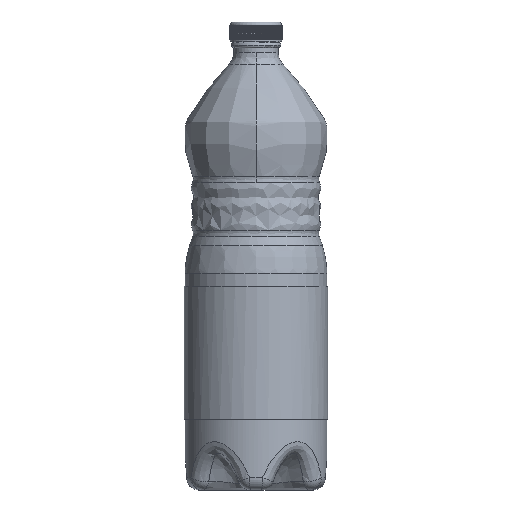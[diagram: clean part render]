
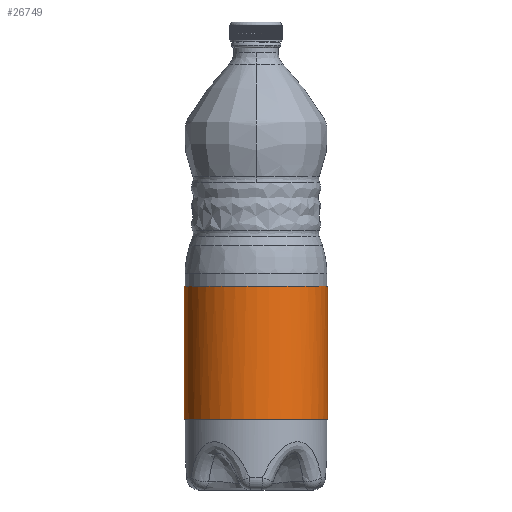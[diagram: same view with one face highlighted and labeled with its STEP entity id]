
A CAD part, front view. The second image highlights one B-rep face of the part: STEP entity #26749.
In plain terms, the highlighted cylindrical face has radius 40.5 mm (diameter 81 mm), a partial arc.
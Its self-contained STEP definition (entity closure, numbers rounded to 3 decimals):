
#26530=CARTESIAN_POINT('Vertex',(-40.5,0.,115.)) ;
#26534=CARTESIAN_POINT('Control Point',(-40.5,0.,115.)) ;
#26535=CARTESIAN_POINT('Control Point',(-40.5,-6.362,115.)) ;
#26536=CARTESIAN_POINT('Control Point',(-39.251,-12.723,115.)) ;
#26537=CARTESIAN_POINT('Control Point',(-36.751,-18.758,115.)) ;
#26538=CARTESIAN_POINT('Control Point',(-29.521,-29.521,115.)) ;
#26539=CARTESIAN_POINT('Control Point',(-18.758,-36.751,115.)) ;
#26540=CARTESIAN_POINT('Control Point',(-12.723,-39.251,115.)) ;
#26541=CARTESIAN_POINT('Control Point',(0.,-41.749,115.)) ;
#26542=CARTESIAN_POINT('Control Point',(12.723,-39.251,115.)) ;
#26543=CARTESIAN_POINT('Control Point',(18.758,-36.751,115.)) ;
#26544=CARTESIAN_POINT('Control Point',(29.521,-29.521,115.)) ;
#26545=CARTESIAN_POINT('Control Point',(36.751,-18.758,115.)) ;
#26546=CARTESIAN_POINT('Control Point',(39.251,-12.723,115.)) ;
#26547=CARTESIAN_POINT('Control Point',(40.5,-6.362,115.)) ;
#26548=CARTESIAN_POINT('Control Point',(40.5,0.,115.)) ;
#26549=CARTESIAN_POINT('Vertex',(40.5,0.,115.)) ;
#26700=CARTESIAN_POINT('Line Origine',(-40.5,0.,77.5)) ;
#26704=CARTESIAN_POINT('Vertex',(-40.5,0.,40.)) ;
#26726=CARTESIAN_POINT('Axis2P3D Location',(0.,0.,77.5)) ;
#26731=CARTESIAN_POINT('Line Origine',(40.5,0.,77.5)) ;
#26735=CARTESIAN_POINT('Vertex',(40.5,0.,40.)) ;
#26738=CARTESIAN_POINT('Axis2P3D Location',(0.,0.,40.)) ;
#26701=DIRECTION('Vector Direction',(0.,0.,1.)) ;
#26727=DIRECTION('Axis2P3D Direction',(0.,0.,1.)) ;
#26728=DIRECTION('Axis2P3D XDirection',(0.,1.,0.)) ;
#26732=DIRECTION('Vector Direction',(0.,0.,1.)) ;
#26739=DIRECTION('Axis2P3D Direction',(0.,0.,1.)) ;
#26729=AXIS2_PLACEMENT_3D('Cylinder Axis2P3D',#26726,#26727,#26728) ;
#26740=AXIS2_PLACEMENT_3D('Circle Axis2P3D',#26738,#26739,$) ;
#26744=ORIENTED_EDGE('',*,*,#26737,.T.) ;
#26745=ORIENTED_EDGE('',*,*,#26551,.F.) ;
#26746=ORIENTED_EDGE('',*,*,#26706,.F.) ;
#26747=ORIENTED_EDGE('',*,*,#26742,.T.) ;
#26702=VECTOR('Line Direction',#26701,1.) ;
#26733=VECTOR('Line Direction',#26732,1.) ;
#26749=ADVANCED_FACE('Body.3',(#26748),#26730,.T.) ;
#26533=B_SPLINE_CURVE_WITH_KNOTS('',5,(#26534,#26535,#26536,#26537,#26538,#26539,#26540,#26541,#26542,#26543,#26544,#26545,#26546,#26547,#26548),.UNSPECIFIED.,.F.,.U.,(6,3,3,3,6),(-62.832,-31.416,0.,31.416,62.832),.UNSPECIFIED.) ;
#26741=CIRCLE('generated circle',#26740,40.5) ;
#26730=CYLINDRICAL_SURFACE('generated cylinder',#26729,40.5) ;
#26551=EDGE_CURVE('',#26531,#26550,#26533,.T.) ;
#26706=EDGE_CURVE('',#26705,#26531,#26703,.T.) ;
#26737=EDGE_CURVE('',#26736,#26550,#26734,.T.) ;
#26742=EDGE_CURVE('',#26705,#26736,#26741,.T.) ;
#26743=EDGE_LOOP('',(#26744,#26745,#26746,#26747)) ;
#26748=FACE_OUTER_BOUND('',#26743,.T.) ;
#26703=LINE('Line',#26700,#26702) ;
#26734=LINE('Line',#26731,#26733) ;
#26531=VERTEX_POINT('',#26530) ;
#26550=VERTEX_POINT('',#26549) ;
#26705=VERTEX_POINT('',#26704) ;
#26736=VERTEX_POINT('',#26735) ;
